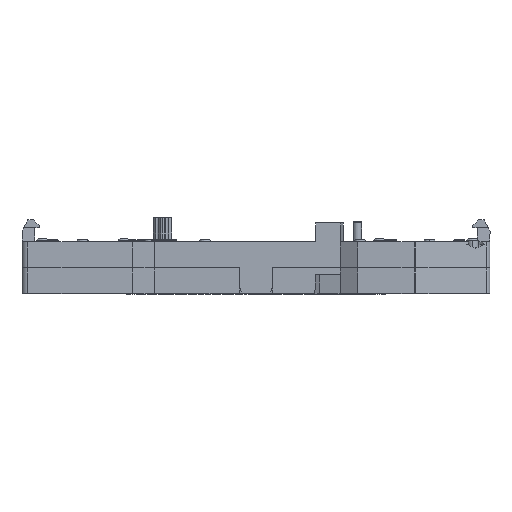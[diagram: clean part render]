
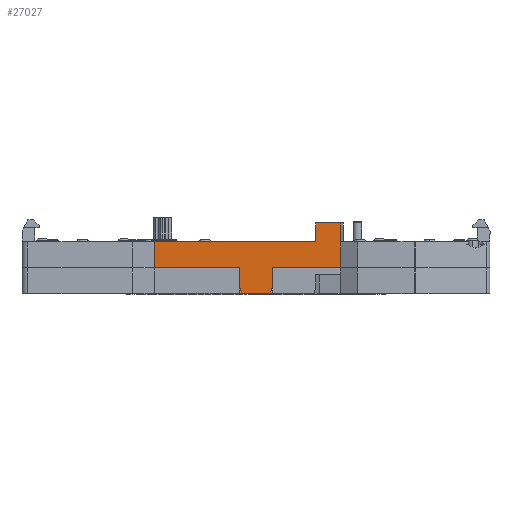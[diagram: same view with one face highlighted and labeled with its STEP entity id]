
A CAD part, top view. The second image highlights one B-rep face of the part: STEP entity #27027.
In plain terms, the highlighted planar face has unit normal (0, 0, 1).
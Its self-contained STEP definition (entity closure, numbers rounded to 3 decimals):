
#85 = ORIENTED_EDGE ( 'NONE', *, *, #19935, .F. ) ;
#323 = DIRECTION ( 'NONE',  ( 1., 0., 0. ) ) ;
#346 = CARTESIAN_POINT ( 'NONE',  ( 17.7, 0., 19.1 ) ) ;
#1020 = VECTOR ( 'NONE', #36032, 1000. ) ;
#1237 = EDGE_CURVE ( 'NONE', #7748, #36835, #21178, .T. ) ;
#1454 = EDGE_CURVE ( 'NONE', #18006, #24503, #18907, .T. ) ;
#1641 = PLANE ( 'NONE',  #3747 ) ;
#1863 = VERTEX_POINT ( 'NONE', #19610 ) ;
#2455 = DIRECTION ( 'NONE',  ( 0., 1., 0. ) ) ;
#2677 = EDGE_CURVE ( 'NONE', #26445, #18225, #36291, .T. ) ;
#3061 = VECTOR ( 'NONE', #23159, 1000. ) ;
#3655 = CARTESIAN_POINT ( 'NONE',  ( -17.7, 0., 19.1 ) ) ;
#3747 = AXIS2_PLACEMENT_3D ( 'NONE', #21966, #27728, #30216 ) ;
#4922 = CARTESIAN_POINT ( 'NONE',  ( 2.8, 0., 19.1 ) ) ;
#6113 = CARTESIAN_POINT ( 'NONE',  ( -2.65, -3.92, 19.1 ) ) ;
#6400 = DIRECTION ( 'NONE',  ( 0., -1., 0. ) ) ;
#7001 = DIRECTION ( 'NONE',  ( -1., 0., 0. ) ) ;
#7276 = EDGE_CURVE ( 'NONE', #35833, #28156, #30225, .T. ) ;
#7516 = ORIENTED_EDGE ( 'NONE', *, *, #21018, .F. ) ;
#7748 = VERTEX_POINT ( 'NONE', #3655 ) ;
#8304 = CARTESIAN_POINT ( 'NONE',  ( 10.431, 4.5, 19.1 ) ) ;
#8431 = VERTEX_POINT ( 'NONE', #20267 ) ;
#9208 = EDGE_CURVE ( 'NONE', #18006, #17867, #29468, .T. ) ;
#9783 = DIRECTION ( 'NONE',  ( 1., 0., 0. ) ) ;
#9942 = DIRECTION ( 'NONE',  ( -0.287, -0.958, 0. ) ) ;
#10413 = FACE_OUTER_BOUND ( 'NONE', #35757, .T. ) ;
#11612 = EDGE_CURVE ( 'NONE', #18225, #30576, #14133, .T. ) ;
#11897 = VECTOR ( 'NONE', #9783, 1000. ) ;
#12164 = VECTOR ( 'NONE', #24615, 1000. ) ;
#12960 = VECTOR ( 'NONE', #16767, 1000. ) ;
#13415 = CARTESIAN_POINT ( 'NONE',  ( 14.717, 0., 19.1 ) ) ;
#13847 = LINE ( 'NONE', #24213, #17843 ) ;
#14133 = LINE ( 'NONE', #17155, #22617 ) ;
#15217 = LINE ( 'NONE', #27052, #23233 ) ;
#15466 = ORIENTED_EDGE ( 'NONE', *, *, #17560, .T. ) ;
#16043 = ORIENTED_EDGE ( 'NONE', *, *, #22449, .T. ) ;
#16594 = EDGE_CURVE ( 'NONE', #1863, #26736, #13847, .T. ) ;
#16767 = DIRECTION ( 'NONE',  ( 0., -1., 0. ) ) ;
#16933 = DIRECTION ( 'NONE',  ( 1., 0., 0. ) ) ;
#16969 = ORIENTED_EDGE ( 'NONE', *, *, #16594, .T. ) ;
#17128 = LINE ( 'NONE', #13415, #31899 ) ;
#17155 = CARTESIAN_POINT ( 'NONE',  ( -17.7, 0., 19.1 ) ) ;
#17560 = EDGE_CURVE ( 'NONE', #8431, #1863, #17128, .T. ) ;
#17587 = CARTESIAN_POINT ( 'NONE',  ( -2.8, 0., 19.1 ) ) ;
#17843 = VECTOR ( 'NONE', #7001, 1000. ) ;
#17867 = VERTEX_POINT ( 'NONE', #18000 ) ;
#18000 = CARTESIAN_POINT ( 'NONE',  ( 2.5, -4.42, 19.1 ) ) ;
#18006 = VERTEX_POINT ( 'NONE', #18238 ) ;
#18225 = VERTEX_POINT ( 'NONE', #36595 ) ;
#18238 = CARTESIAN_POINT ( 'NONE',  ( -2.5, -4.42, 19.1 ) ) ;
#18907 = LINE ( 'NONE', #6113, #25215 ) ;
#19066 = CARTESIAN_POINT ( 'NONE',  ( -17.7, 4.5, 19.1 ) ) ;
#19119 = LINE ( 'NONE', #31906, #3061 ) ;
#19325 = CARTESIAN_POINT ( 'NONE',  ( 10.431, 7.8, 19.1 ) ) ;
#19610 = CARTESIAN_POINT ( 'NONE',  ( 14.717, 7.8, 19.1 ) ) ;
#19896 = CARTESIAN_POINT ( 'NONE',  ( -2.8, 0., 19.1 ) ) ;
#19935 = EDGE_CURVE ( 'NONE', #8431, #25342, #31383, .T. ) ;
#20230 = CARTESIAN_POINT ( 'NONE',  ( 2.8, -3.42, 19.1 ) ) ;
#20267 = CARTESIAN_POINT ( 'NONE',  ( 14.717, 4.5, 19.1 ) ) ;
#20343 = ORIENTED_EDGE ( 'NONE', *, *, #7276, .F. ) ;
#20417 = DIRECTION ( 'NONE',  ( 0., 1., 0. ) ) ;
#20715 = CARTESIAN_POINT ( 'NONE',  ( -17.7, -4.42, 19.1 ) ) ;
#20830 = LINE ( 'NONE', #346, #32444 ) ;
#21018 = EDGE_CURVE ( 'NONE', #26445, #17867, #15217, .T. ) ;
#21178 = LINE ( 'NONE', #27840, #25655 ) ;
#21902 = CARTESIAN_POINT ( 'NONE',  ( 0., 4.5, 19.1 ) ) ;
#21966 = CARTESIAN_POINT ( 'NONE',  ( -17.7, 0., 19.1 ) ) ;
#22186 = CARTESIAN_POINT ( 'NONE',  ( 17.7, 4.5, 19.1 ) ) ;
#22449 = EDGE_CURVE ( 'NONE', #35833, #7748, #19119, .T. ) ;
#22617 = VECTOR ( 'NONE', #323, 1000. ) ;
#22745 = VECTOR ( 'NONE', #29597, 1000. ) ;
#23159 = DIRECTION ( 'NONE',  ( 0., -1., 0. ) ) ;
#23233 = VECTOR ( 'NONE', #9942, 1000. ) ;
#23661 = CARTESIAN_POINT ( 'NONE',  ( 0., 4.5, 19.1 ) ) ;
#23737 = DIRECTION ( 'NONE',  ( -0.287, 0.958, 0. ) ) ;
#23775 = ORIENTED_EDGE ( 'NONE', *, *, #11612, .T. ) ;
#24213 = CARTESIAN_POINT ( 'NONE',  ( -17.7, 7.8, 19.1 ) ) ;
#24309 = EDGE_CURVE ( 'NONE', #26736, #28156, #31316, .T. ) ;
#24503 = VERTEX_POINT ( 'NONE', #29832 ) ;
#24615 = DIRECTION ( 'NONE',  ( 0., 1., 0. ) ) ;
#24900 = ORIENTED_EDGE ( 'NONE', *, *, #24309, .T. ) ;
#25141 = EDGE_CURVE ( 'NONE', #36835, #24503, #34638, .T. ) ;
#25215 = VECTOR ( 'NONE', #23737, 1000. ) ;
#25342 = VERTEX_POINT ( 'NONE', #22186 ) ;
#25655 = VECTOR ( 'NONE', #16933, 1000. ) ;
#26445 = VERTEX_POINT ( 'NONE', #20230 ) ;
#26560 = ORIENTED_EDGE ( 'NONE', *, *, #9208, .T. ) ;
#26736 = VERTEX_POINT ( 'NONE', #19325 ) ;
#27027 = ADVANCED_FACE ( 'NONE', ( #10413 ), #1641, .T. ) ;
#27052 = CARTESIAN_POINT ( 'NONE',  ( 2.65, -3.92, 19.1 ) ) ;
#27728 = DIRECTION ( 'NONE',  ( 0., 0., 1. ) ) ;
#27840 = CARTESIAN_POINT ( 'NONE',  ( -17.7, 0., 19.1 ) ) ;
#28099 = ORIENTED_EDGE ( 'NONE', *, *, #2677, .T. ) ;
#28156 = VERTEX_POINT ( 'NONE', #8304 ) ;
#28657 = CARTESIAN_POINT ( 'NONE',  ( 17.7, 0., 19.1 ) ) ;
#29468 = LINE ( 'NONE', #20715, #22745 ) ;
#29497 = ORIENTED_EDGE ( 'NONE', *, *, #1237, .T. ) ;
#29597 = DIRECTION ( 'NONE',  ( 1., 0., 0. ) ) ;
#29832 = CARTESIAN_POINT ( 'NONE',  ( -2.8, -3.42, 19.1 ) ) ;
#30216 = DIRECTION ( 'NONE',  ( 1., 0., 0. ) ) ;
#30225 = LINE ( 'NONE', #23661, #11897 ) ;
#30576 = VERTEX_POINT ( 'NONE', #28657 ) ;
#31033 = CARTESIAN_POINT ( 'NONE',  ( 10.431, 0., 19.1 ) ) ;
#31064 = VECTOR ( 'NONE', #6400, 1000. ) ;
#31316 = LINE ( 'NONE', #31033, #12960 ) ;
#31383 = LINE ( 'NONE', #21902, #1020 ) ;
#31541 = EDGE_CURVE ( 'NONE', #30576, #25342, #20830, .T. ) ;
#31884 = ORIENTED_EDGE ( 'NONE', *, *, #25141, .T. ) ;
#31899 = VECTOR ( 'NONE', #2455, 1000. ) ;
#31906 = CARTESIAN_POINT ( 'NONE',  ( -17.7, 0., 19.1 ) ) ;
#32444 = VECTOR ( 'NONE', #20417, 1000. ) ;
#34638 = LINE ( 'NONE', #17587, #31064 ) ;
#35757 = EDGE_LOOP ( 'NONE', ( #31884, #36830, #26560, #7516, #28099, #23775, #36743, #85, #15466, #16969, #24900, #20343, #16043, #29497 ) ) ;
#35833 = VERTEX_POINT ( 'NONE', #19066 ) ;
#36032 = DIRECTION ( 'NONE',  ( 1., 0., 0. ) ) ;
#36291 = LINE ( 'NONE', #4922, #12164 ) ;
#36595 = CARTESIAN_POINT ( 'NONE',  ( 2.8, 0., 19.1 ) ) ;
#36743 = ORIENTED_EDGE ( 'NONE', *, *, #31541, .T. ) ;
#36830 = ORIENTED_EDGE ( 'NONE', *, *, #1454, .F. ) ;
#36835 = VERTEX_POINT ( 'NONE', #19896 ) ;
